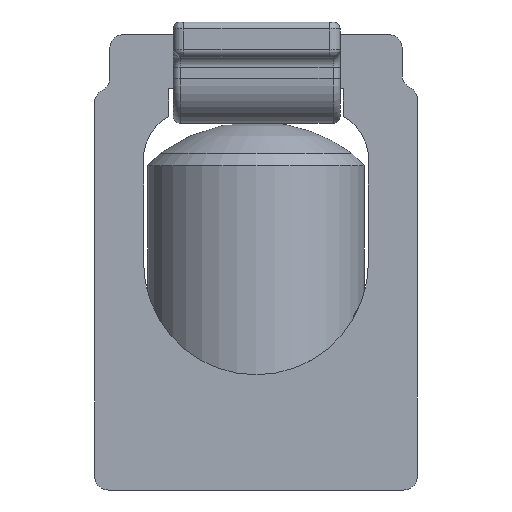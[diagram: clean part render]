
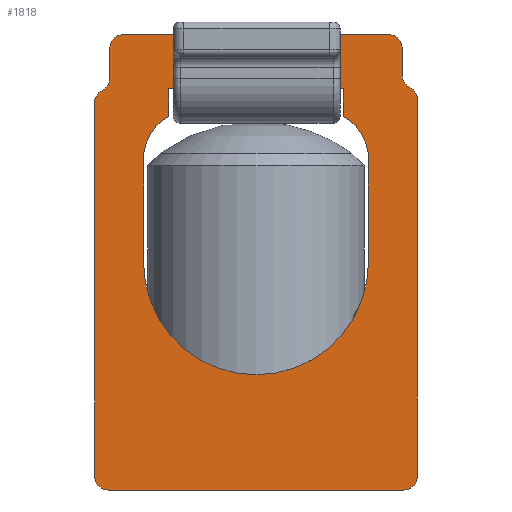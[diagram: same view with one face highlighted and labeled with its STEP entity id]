
A CAD part, front view. The second image highlights one B-rep face of the part: STEP entity #1818.
In plain terms, the highlighted planar face has unit normal (0, -1, 0).
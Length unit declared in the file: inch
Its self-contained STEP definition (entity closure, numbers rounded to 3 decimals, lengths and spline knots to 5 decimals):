
#69=LINE('',#2853,#203);
#77=LINE('',#2897,#211);
#84=LINE('',#2911,#218);
#88=LINE('',#2926,#222);
#89=LINE('',#2930,#223);
#90=LINE('',#2934,#224);
#91=LINE('',#2940,#225);
#92=LINE('',#2944,#226);
#93=LINE('',#2945,#227);
#94=LINE('',#2949,#228);
#95=LINE('',#2953,#229);
#203=VECTOR('',#2187,0.425);
#211=VECTOR('',#2209,0.04);
#218=VECTOR('',#2218,0.04);
#222=VECTOR('',#2232,0.038);
#223=VECTOR('',#2235,0.381);
#224=VECTOR('',#2238,0.04228);
#225=VECTOR('',#2243,0.538);
#226=VECTOR('',#2248,0.54228);
#227=VECTOR('',#2249,0.252);
#228=VECTOR('',#2252,0.14881);
#229=VECTOR('',#2255,0.14881);
#339=PLANE('',#1946);
#429=FACE_BOUND('',#570,.T.);
#448=FACE_OUTER_BOUND('',#569,.T.);
#569=EDGE_LOOP('',(#1297,#1298,#1299,#1300,#1301,#1302,#1303,#1304,#1305,
#1306,#1307,#1308,#1309,#1310));
#570=EDGE_LOOP('',(#1311,#1312,#1313,#1314,#1315,#1316,#1317,#1318));
#691=CIRCLE('',#1945,0.02);
#692=CIRCLE('',#1947,0.02);
#693=CIRCLE('',#1948,0.02);
#694=CIRCLE('',#1949,0.02);
#695=CIRCLE('',#1950,0.02);
#696=CIRCLE('',#1951,0.02);
#697=CIRCLE('',#1952,0.02);
#698=CIRCLE('',#1953,0.02);
#699=CIRCLE('',#1954,0.07);
#700=CIRCLE('',#1955,0.162);
#701=CIRCLE('',#1956,0.07);
#817=VERTEX_POINT('',#2849);
#819=VERTEX_POINT('',#2852);
#829=VERTEX_POINT('',#2894);
#830=VERTEX_POINT('',#2896);
#835=VERTEX_POINT('',#2908);
#836=VERTEX_POINT('',#2910);
#839=VERTEX_POINT('',#2917);
#840=VERTEX_POINT('',#2919);
#841=VERTEX_POINT('',#2923);
#842=VERTEX_POINT('',#2925);
#843=VERTEX_POINT('',#2927);
#844=VERTEX_POINT('',#2929);
#845=VERTEX_POINT('',#2931);
#846=VERTEX_POINT('',#2933);
#847=VERTEX_POINT('',#2935);
#848=VERTEX_POINT('',#2937);
#849=VERTEX_POINT('',#2939);
#850=VERTEX_POINT('',#2942);
#851=VERTEX_POINT('',#2946);
#852=VERTEX_POINT('',#2948);
#853=VERTEX_POINT('',#2950);
#854=VERTEX_POINT('',#2952);
#987=EDGE_CURVE('',#817,#819,#69,.T.);
#1001=EDGE_CURVE('',#830,#829,#77,.T.);
#1008=EDGE_CURVE('',#836,#835,#84,.T.);
#1012=EDGE_CURVE('',#839,#840,#691,.T.);
#1014=EDGE_CURVE('',#841,#839,#692,.T.);
#1015=EDGE_CURVE('',#842,#841,#88,.T.);
#1016=EDGE_CURVE('',#843,#842,#693,.T.);
#1017=EDGE_CURVE('',#844,#843,#89,.T.);
#1018=EDGE_CURVE('',#845,#844,#694,.T.);
#1019=EDGE_CURVE('',#846,#845,#90,.T.);
#1020=EDGE_CURVE('',#846,#847,#695,.F.);
#1021=EDGE_CURVE('',#848,#847,#696,.T.);
#1022=EDGE_CURVE('',#849,#848,#91,.T.);
#1023=EDGE_CURVE('',#819,#849,#697,.T.);
#1024=EDGE_CURVE('',#850,#817,#698,.T.);
#1025=EDGE_CURVE('',#840,#850,#92,.T.);
#1026=EDGE_CURVE('',#835,#830,#93,.T.);
#1027=EDGE_CURVE('',#851,#829,#699,.T.);
#1028=EDGE_CURVE('',#851,#852,#94,.T.);
#1029=EDGE_CURVE('',#852,#853,#700,.T.);
#1030=EDGE_CURVE('',#853,#854,#95,.T.);
#1031=EDGE_CURVE('',#836,#854,#701,.T.);
#1297=ORIENTED_EDGE('',*,*,#1012,.F.);
#1298=ORIENTED_EDGE('',*,*,#1014,.F.);
#1299=ORIENTED_EDGE('',*,*,#1015,.F.);
#1300=ORIENTED_EDGE('',*,*,#1016,.F.);
#1301=ORIENTED_EDGE('',*,*,#1017,.F.);
#1302=ORIENTED_EDGE('',*,*,#1018,.F.);
#1303=ORIENTED_EDGE('',*,*,#1019,.F.);
#1304=ORIENTED_EDGE('',*,*,#1020,.T.);
#1305=ORIENTED_EDGE('',*,*,#1021,.F.);
#1306=ORIENTED_EDGE('',*,*,#1022,.F.);
#1307=ORIENTED_EDGE('',*,*,#1023,.F.);
#1308=ORIENTED_EDGE('',*,*,#987,.F.);
#1309=ORIENTED_EDGE('',*,*,#1024,.F.);
#1310=ORIENTED_EDGE('',*,*,#1025,.F.);
#1311=ORIENTED_EDGE('',*,*,#1026,.T.);
#1312=ORIENTED_EDGE('',*,*,#1001,.T.);
#1313=ORIENTED_EDGE('',*,*,#1027,.F.);
#1314=ORIENTED_EDGE('',*,*,#1028,.T.);
#1315=ORIENTED_EDGE('',*,*,#1029,.T.);
#1316=ORIENTED_EDGE('',*,*,#1030,.T.);
#1317=ORIENTED_EDGE('',*,*,#1031,.F.);
#1318=ORIENTED_EDGE('',*,*,#1008,.T.);
#1818=ADVANCED_FACE('',(#448,#429),#339,.F.);
#1945=AXIS2_PLACEMENT_3D('',#2920,#2225,#2226);
#1946=AXIS2_PLACEMENT_3D('',#2922,#2228,#2229);
#1947=AXIS2_PLACEMENT_3D('',#2924,#2230,#2231);
#1948=AXIS2_PLACEMENT_3D('',#2928,#2233,#2234);
#1949=AXIS2_PLACEMENT_3D('',#2932,#2236,#2237);
#1950=AXIS2_PLACEMENT_3D('',#2936,#2239,#2240);
#1951=AXIS2_PLACEMENT_3D('',#2938,#2241,#2242);
#1952=AXIS2_PLACEMENT_3D('',#2941,#2244,#2245);
#1953=AXIS2_PLACEMENT_3D('',#2943,#2246,#2247);
#1954=AXIS2_PLACEMENT_3D('',#2947,#2250,#2251);
#1955=AXIS2_PLACEMENT_3D('',#2951,#2253,#2254);
#1956=AXIS2_PLACEMENT_3D('',#2954,#2256,#2257);
#2187=DIRECTION('',(-1.,0.,0.));
#2209=DIRECTION('',(0.,0.,-1.));
#2218=DIRECTION('',(0.,0.,1.));
#2225=DIRECTION('center_axis',(0.,1.,0.));
#2226=DIRECTION('ref_axis',(-1.,0.,0.));
#2228=DIRECTION('center_axis',(0.,1.,0.));
#2229=DIRECTION('ref_axis',(0.,0.,1.));
#2230=DIRECTION('center_axis',(0.,-1.,0.));
#2231=DIRECTION('ref_axis',(-0.707,0.,-0.707));
#2232=DIRECTION('',(0.,0.,-1.));
#2233=DIRECTION('center_axis',(0.,1.,0.));
#2234=DIRECTION('ref_axis',(0.707,0.,0.707));
#2235=DIRECTION('',(1.,0.,0.));
#2236=DIRECTION('center_axis',(0.,1.,0.));
#2237=DIRECTION('ref_axis',(-0.707,0.,0.707));
#2238=DIRECTION('',(0.,0.,1.));
#2239=DIRECTION('center_axis',(0.,-1.,0.));
#2240=DIRECTION('ref_axis',(-1.,0.,0.));
#2241=DIRECTION('center_axis',(0.,1.,0.));
#2242=DIRECTION('ref_axis',(-0.707,0.,0.707));
#2243=DIRECTION('',(0.,0.,1.));
#2244=DIRECTION('center_axis',(0.,1.,0.));
#2245=DIRECTION('ref_axis',(-0.707,0.,-0.707));
#2246=DIRECTION('center_axis',(0.,1.,0.));
#2247=DIRECTION('ref_axis',(0.707,0.,-0.707));
#2248=DIRECTION('',(0.,0.,-1.));
#2249=DIRECTION('',(1.,0.,0.));
#2250=DIRECTION('center_axis',(0.,-1.,0.));
#2251=DIRECTION('ref_axis',(0.486,0.,0.874));
#2252=DIRECTION('',(0.,0.,-1.));
#2253=DIRECTION('center_axis',(0.,1.,0.));
#2254=DIRECTION('ref_axis',(1.,0.,0.));
#2255=DIRECTION('',(0.,0.,1.));
#2256=DIRECTION('center_axis',(0.,-1.,0.));
#2257=DIRECTION('ref_axis',(-0.486,0.,0.874));
#2849=CARTESIAN_POINT('',(0.2125,-0.203,-0.328));
#2852=CARTESIAN_POINT('',(-0.2125,-0.203,-0.328));
#2853=CARTESIAN_POINT('',(0.2325,-0.203,-0.328));
#2894=CARTESIAN_POINT('',(0.126,-0.203,0.21));
#2896=CARTESIAN_POINT('',(0.126,-0.203,0.25));
#2897=CARTESIAN_POINT('',(0.126,-0.203,0.12423));
#2908=CARTESIAN_POINT('',(-0.126,-0.203,0.25));
#2910=CARTESIAN_POINT('',(-0.126,-0.203,0.21));
#2911=CARTESIAN_POINT('',(-0.126,-0.203,0.10423));
#2917=CARTESIAN_POINT('',(0.2215,-0.203,0.25214));
#2919=CARTESIAN_POINT('',(0.2325,-0.203,0.23428));
#2920=CARTESIAN_POINT('Origin',(0.2125,-0.203,0.23428));
#2922=CARTESIAN_POINT('Origin',(0.,-0.203,
-0.00153));
#2923=CARTESIAN_POINT('',(0.2105,-0.203,0.27));
#2924=CARTESIAN_POINT('Origin',(0.2305,-0.203,0.27));
#2925=CARTESIAN_POINT('',(0.2105,-0.203,0.308));
#2926=CARTESIAN_POINT('',(0.2105,-0.203,0.328));
#2927=CARTESIAN_POINT('',(0.1905,-0.203,0.328));
#2928=CARTESIAN_POINT('Origin',(0.1905,-0.203,0.308));
#2929=CARTESIAN_POINT('',(-0.1905,-0.203,0.328));
#2930=CARTESIAN_POINT('',(-0.2105,-0.203,0.328));
#2931=CARTESIAN_POINT('',(-0.2105,-0.203,0.308));
#2932=CARTESIAN_POINT('Origin',(-0.1905,-0.203,0.308));
#2933=CARTESIAN_POINT('',(-0.2105,-0.203,0.26572));
#2934=CARTESIAN_POINT('',(-0.2105,-0.203,0.25));
#2935=CARTESIAN_POINT('',(-0.2215,-0.203,0.24786));
#2936=CARTESIAN_POINT('Origin',(-0.2305,-0.203,0.26572));
#2937=CARTESIAN_POINT('',(-0.2325,-0.203,0.23));
#2938=CARTESIAN_POINT('Origin',(-0.2125,-0.203,0.23));
#2939=CARTESIAN_POINT('',(-0.2325,-0.203,-0.308));
#2940=CARTESIAN_POINT('',(-0.2325,-0.203,-0.328));
#2941=CARTESIAN_POINT('Origin',(-0.2125,-0.203,-0.308));
#2942=CARTESIAN_POINT('',(0.2325,-0.203,-0.308));
#2943=CARTESIAN_POINT('Origin',(0.2125,-0.203,-0.308));
#2944=CARTESIAN_POINT('',(0.2325,-0.203,0.25));
#2945=CARTESIAN_POINT('',(-0.063,-0.203,0.25));
#2946=CARTESIAN_POINT('',(0.162,-0.203,0.14881));
#2947=CARTESIAN_POINT('Origin',(0.092,-0.203,0.14881));
#2948=CARTESIAN_POINT('',(0.162,-0.203,0.));
#2949=CARTESIAN_POINT('',(0.162,-0.203,0.10423));
#2950=CARTESIAN_POINT('',(-0.162,-0.203,0.));
#2951=CARTESIAN_POINT('Origin',(0.,-0.203,
0.));
#2952=CARTESIAN_POINT('',(-0.162,-0.203,0.14881));
#2953=CARTESIAN_POINT('',(-0.162,-0.203,-0.00077));
#2954=CARTESIAN_POINT('Origin',(-0.092,-0.203,
0.14881));
